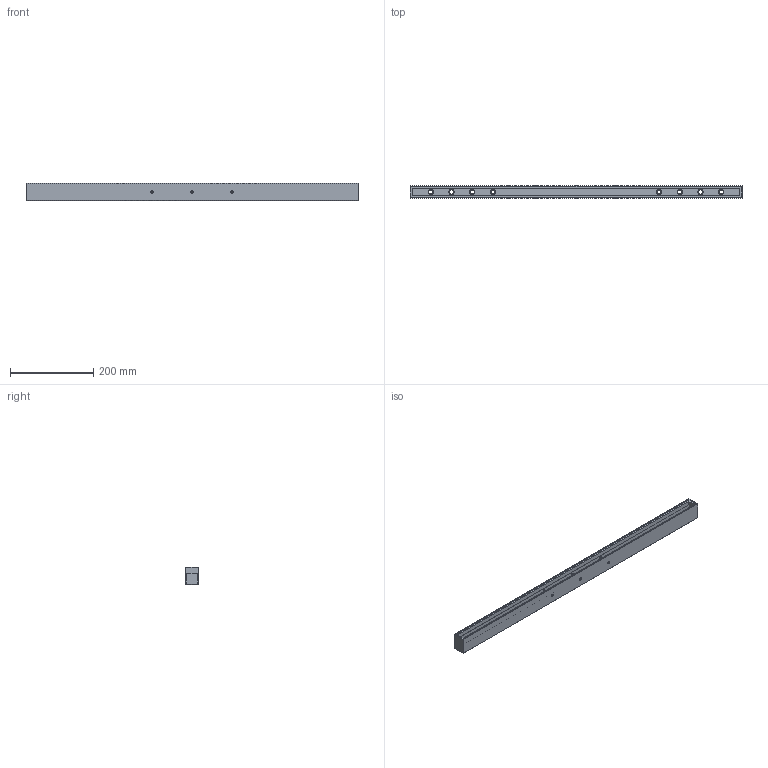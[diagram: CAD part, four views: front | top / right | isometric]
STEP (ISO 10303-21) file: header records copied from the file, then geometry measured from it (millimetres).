
FILE_DESCRIPTION((''),'2;1');
FILE_NAME('PRT0001','2025-01-21T13:46:26',('hyv'),(''),'CREO PARAMETRIC BY PTC INC, 2023073','CREO PARAMETRIC BY PTC INC, 2023073','');
FILE_SCHEMA(('CONFIG_CONTROL_DESIGN'));
Length unit declared in the file: millimetre
Products named in the file (1): PRT0001
Bounding box: 800 x 30 x 43 mm (x, y, z)
Volume: 257971.3 mm3; surface area: 194880.9 mm2
Topology: 1 solids, 1 shells, 109 faces, 250 edges, 162 vertices
Faces by surface type: cylinder 62, plane 45, cone 2
Entity records: 3212 total; most frequent: DIRECTION 594, CARTESIAN_POINT 521, ORIENTED_EDGE 500, EDGE_CURVE 250, AXIS2_PLACEMENT_3D 235, VERTEX_POINT 162, EDGE_LOOP 156, CIRCLE 126
